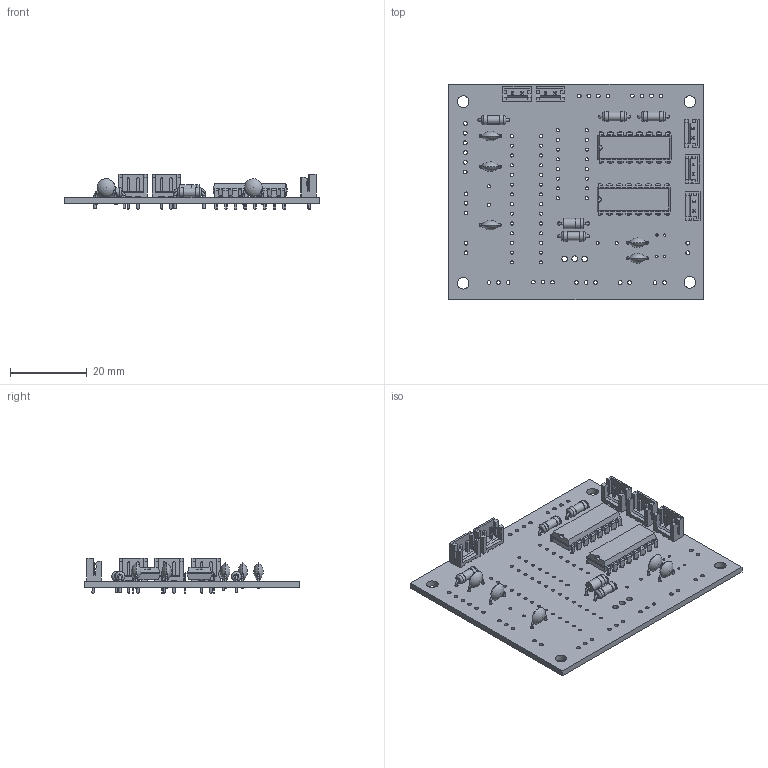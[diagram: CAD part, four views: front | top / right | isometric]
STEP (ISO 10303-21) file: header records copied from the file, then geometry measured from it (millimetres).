
FILE_DESCRIPTION(('KiCad electronic assembly'),'2;1');
FILE_NAME('main_board.step','2022-01-16T11:17:51',('An Author'),( 'A Company'),'Open CASCADE STEP processor 7.5', 'KiCad to STEP converter','Unknown');
FILE_SCHEMA(('AUTOMOTIVE_DESIGN { 1 0 10303 214 1 1 1 1 }'));
Length unit declared in the file: millimetre
Products named in the file (12): Open CASCADE STEP translator 7.5 1; DIP-16_W7.62mm; SOLID; C_Disc_D4.7mm_W2.5mm_P5.00mm; R_Axial_DIN0207_L6.3mm_D2.5mm_P7.62mm_Horizontal; JST_EH_B2B-EH-A_1x02_P2.50mm_Vertical; D_A-405_P7.62mm_Horizontal; COMPOUND
Assembly tree (23 placements, depth 3):
  Open CASCADE STEP translator 7.5 1
    DIP-16_W7.62mm  x2
      SOLID
    C_Disc_D4.7mm_W2.5mm_P5.00mm  x5
      SOLID
    R_Axial_DIN0207_L6.3mm_D2.5mm_P7.62mm_Horizontal  x4
      SOLID
    JST_EH_B2B-EH-A_1x02_P2.50mm_Vertical  x5
      SOLID
    D_A-405_P7.62mm_Horizontal
      SOLID
    COMPOUND
Bounding box: 66.5 x 56.25 x 9.3 mm (x, y, z)
Volume: 7242.9 mm3; surface area: 11512.7 mm2
Topology: 18 solids, 18 shells, 1264 faces, 3361 edges, 2163 vertices
Faces by surface type: plane 902, cylinder 268, bspline 56, torus 18, revolution 10, sphere 10
Full cylindrical faces by diameter (mm): 0.5 x20, 0.6 x16, 0.8 x98, 0.9 x2, 0.95 x20, 1 x24, 1.5 x3, 2.25 x4, 2.5 x8, 2.7 x2, 2.72 x1, 3 x4
Entity records: 44568 total; most frequent: CARTESIAN_POINT 9664, DIRECTION 6002, LINE 3670, VECTOR 3670, ORIENTED_EDGE 3076, PCURVE 3076, DEFINITIONAL_REPRESENTATION 3076, EDGE_CURVE 1538
